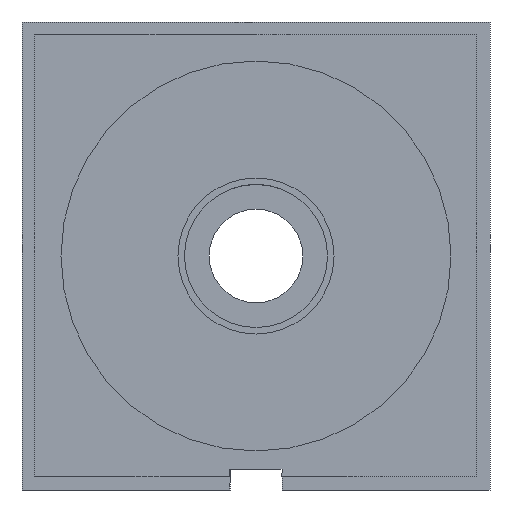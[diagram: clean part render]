
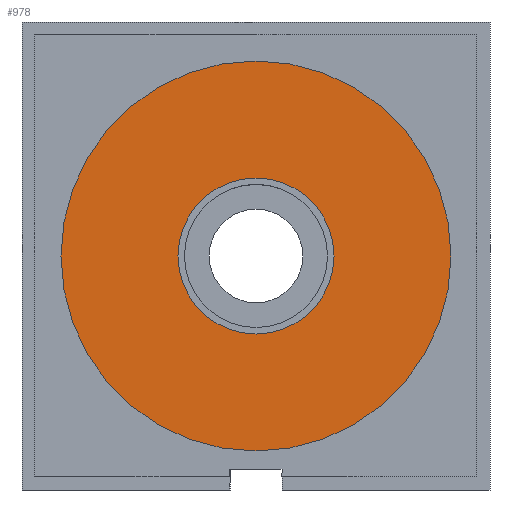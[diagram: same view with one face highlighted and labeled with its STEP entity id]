
A CAD part, left-side view. The second image highlights one B-rep face of the part: STEP entity #978.
In plain terms, the highlighted planar face has unit normal (-1, 0, 0).
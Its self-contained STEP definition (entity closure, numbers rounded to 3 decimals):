
#10 = CARTESIAN_POINT ( 'NONE',  ( -27., 0., 0. ) ) ;
#54 = EDGE_CURVE ( 'NONE', #2540, #2373, #1484, .T. ) ;
#95 = PLANE ( 'NONE',  #1411 ) ;
#116 = ORIENTED_EDGE ( 'NONE', *, *, #1344, .F. ) ;
#251 = AXIS2_PLACEMENT_3D ( 'NONE', #2720, #1230, #2320 ) ;
#415 = AXIS2_PLACEMENT_3D ( 'NONE', #1447, #1058, #2300 ) ;
#436 = DIRECTION ( 'NONE',  ( 1., 0., 0. ) ) ;
#437 = CARTESIAN_POINT ( 'NONE',  ( -27., 0., 0. ) ) ;
#453 = EDGE_CURVE ( 'NONE', #553, #1751, #1222, .T. ) ;
#553 = VERTEX_POINT ( 'NONE', #2632 ) ;
#761 = ORIENTED_EDGE ( 'NONE', *, *, #453, .F. ) ;
#768 = CARTESIAN_POINT ( 'NONE',  ( -27., 0., -30. ) ) ;
#796 = AXIS2_PLACEMENT_3D ( 'NONE', #437, #807, #1001 ) ;
#807 = DIRECTION ( 'NONE',  ( 1., 0., 0. ) ) ;
#846 = CIRCLE ( 'NONE', #415, 30. ) ;
#874 = DIRECTION ( 'NONE',  ( 0., 0., -1. ) ) ;
#978 = ADVANCED_FACE ( 'NONE', ( #1553, #2368 ), #95, .T. ) ;
#1001 = DIRECTION ( 'NONE',  ( 0., 0., -1. ) ) ;
#1058 = DIRECTION ( 'NONE',  ( -1., 0., 0. ) ) ;
#1097 = DIRECTION ( 'NONE',  ( -1., 0., 0. ) ) ;
#1156 = CIRCLE ( 'NONE', #796, 75. ) ;
#1174 = CARTESIAN_POINT ( 'NONE',  ( -27., 0., 75. ) ) ;
#1222 = CIRCLE ( 'NONE', #1580, 75. ) ;
#1230 = DIRECTION ( 'NONE',  ( -1., 0., 0. ) ) ;
#1280 = EDGE_LOOP ( 'NONE', ( #116, #761 ) ) ;
#1344 = EDGE_CURVE ( 'NONE', #1751, #553, #1156, .T. ) ;
#1353 = CARTESIAN_POINT ( 'NONE',  ( -27., 0., 0. ) ) ;
#1411 = AXIS2_PLACEMENT_3D ( 'NONE', #1353, #1097, #2397 ) ;
#1447 = CARTESIAN_POINT ( 'NONE',  ( -27., 0., 0. ) ) ;
#1484 = CIRCLE ( 'NONE', #251, 30. ) ;
#1553 = FACE_BOUND ( 'NONE', #2561, .T. ) ;
#1579 = ORIENTED_EDGE ( 'NONE', *, *, #2579, .F. ) ;
#1580 = AXIS2_PLACEMENT_3D ( 'NONE', #10, #436, #874 ) ;
#1751 = VERTEX_POINT ( 'NONE', #1174 ) ;
#1897 = CARTESIAN_POINT ( 'NONE',  ( -27., 0., 30. ) ) ;
#2166 = ORIENTED_EDGE ( 'NONE', *, *, #54, .F. ) ;
#2300 = DIRECTION ( 'NONE',  ( 0., 0., -1. ) ) ;
#2320 = DIRECTION ( 'NONE',  ( 0., 0., -1. ) ) ;
#2368 = FACE_OUTER_BOUND ( 'NONE', #1280, .T. ) ;
#2373 = VERTEX_POINT ( 'NONE', #768 ) ;
#2397 = DIRECTION ( 'NONE',  ( 0., 0., 1. ) ) ;
#2540 = VERTEX_POINT ( 'NONE', #1897 ) ;
#2561 = EDGE_LOOP ( 'NONE', ( #1579, #2166 ) ) ;
#2579 = EDGE_CURVE ( 'NONE', #2373, #2540, #846, .T. ) ;
#2632 = CARTESIAN_POINT ( 'NONE',  ( -27., 0., -75. ) ) ;
#2720 = CARTESIAN_POINT ( 'NONE',  ( -27., 0., 0. ) ) ;
